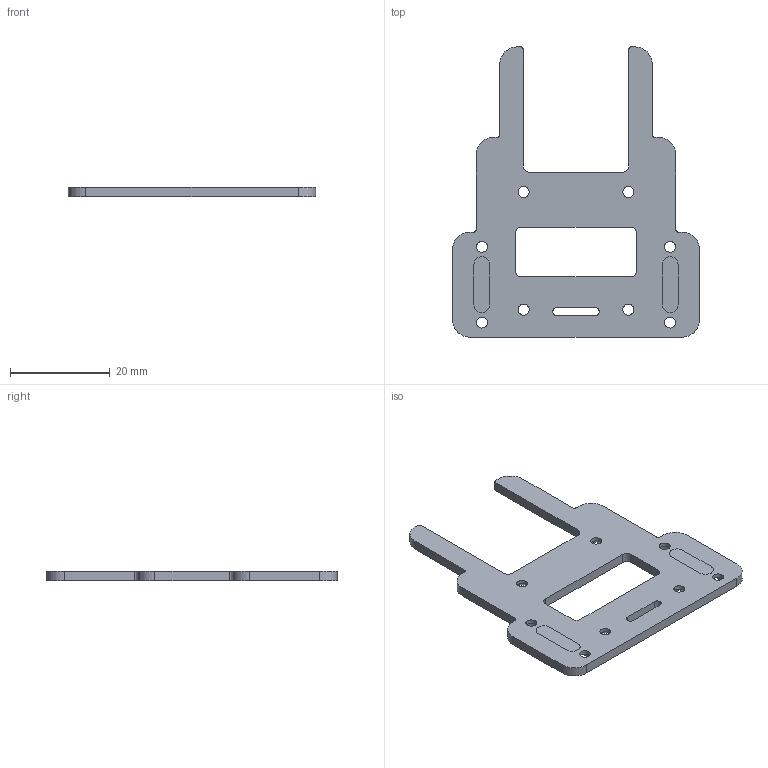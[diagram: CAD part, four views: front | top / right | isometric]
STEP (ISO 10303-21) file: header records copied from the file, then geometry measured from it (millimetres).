
FILE_DESCRIPTION(('HOOPS Exchange Step'),'2;1');
FILE_NAME('temp_export','2025-07-15T10:11:04-04:00',('jscotto'),('Shapr3D Limited'),'HOOPS Exchange 2024.8','Shapr3D','Authorized');
FILE_SCHEMA( ('AP242_MANAGED_MODEL_BASED_3D_ENGINEERING_MIM_LF {1 0 10303 442 1 1 4}') );
Length unit declared in the file: millimetre
Products named in the file (1): PCB Cover
Bounding box: 49.62 x 58.26 x 2 mm (x, y, z)
Volume: 2903.1 mm3; surface area: 3971 mm2
Topology: 3 solids, 3 shells, 87 faces, 243 edges, 162 vertices
Faces by surface type: cylinder 43, plane 40, cone 4
Full cylindrical faces by diameter (mm): 2.2 x8
Entity records: 2920 total; most frequent: DIRECTION 515, CARTESIAN_POINT 494, ORIENTED_EDGE 486, EDGE_CURVE 243, AXIS2_PLACEMENT_3D 183, VERTEX_POINT 162, VECTOR 149, LINE 149
